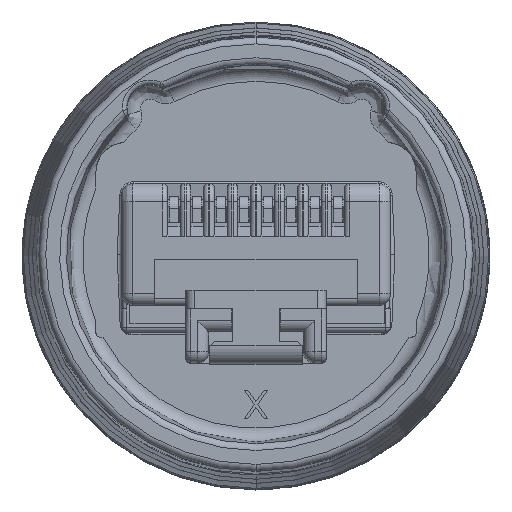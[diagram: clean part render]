
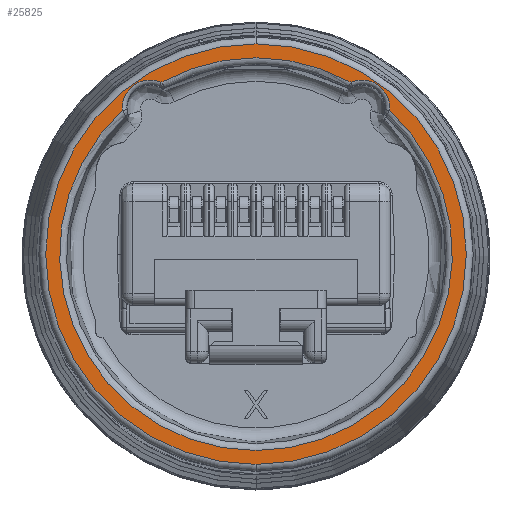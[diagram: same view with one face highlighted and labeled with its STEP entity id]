
A CAD part, top view. The second image highlights one B-rep face of the part: STEP entity #25825.
In plain terms, the highlighted planar face has unit normal (0, 0, 1).
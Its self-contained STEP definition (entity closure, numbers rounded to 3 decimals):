
#4625=CARTESIAN_POINT('',(0.,0.,15.75));
#4626=DIRECTION('',(0.,0.,1.));
#4627=DIRECTION('',(0.,-1.,0.));
#4628=AXIS2_PLACEMENT_3D('',#4625,#4626,#4627);
#4630=CARTESIAN_POINT('',(0.,0.,15.75));
#4631=DIRECTION('',(0.,0.,1.));
#4632=DIRECTION('',(0.,1.,0.));
#4633=AXIS2_PLACEMENT_3D('',#4630,#4631,#4632);
#4635=CARTESIAN_POINT('',(4.603,6.359,15.75));
#4636=DIRECTION('',(0.,0.,-1.));
#4637=DIRECTION('',(-0.399,0.917,0.));
#4638=AXIS2_PLACEMENT_3D('',#4635,#4636,#4637);
#4640=CARTESIAN_POINT('',(0.,0.,15.75));
#4641=DIRECTION('',(0.,0.,1.));
#4642=DIRECTION('',(0.484,0.875,0.));
#4643=AXIS2_PLACEMENT_3D('',#4640,#4641,#4642);
#4645=CARTESIAN_POINT('',(-4.603,6.359,15.75));
#4646=DIRECTION('',(0.,0.,-1.));
#4647=DIRECTION('',(-0.996,-0.093,0.));
#4648=AXIS2_PLACEMENT_3D('',#4645,#4646,#4647);
#4650=CARTESIAN_POINT('',(0.,0.,15.75));
#4651=DIRECTION('',(0.,0.,1.));
#4652=DIRECTION('',(-0.68,0.733,0.));
#4653=AXIS2_PLACEMENT_3D('',#4650,#4651,#4652);
#5136=CARTESIAN_POINT('',(5.798,6.247,15.75));
#5228=CARTESIAN_POINT('',(-4.124,7.459,15.75));
#17264=CARTESIAN_POINT('',(0.,-9.128,15.75));
#17265=CARTESIAN_POINT('',(0.,9.128,15.75));
#17266=VERTEX_POINT('',#17264);
#17267=VERTEX_POINT('',#17265);
#17272=VERTEX_POINT('',#5136);
#17274=CARTESIAN_POINT('',(4.124,7.459,15.75));
#17275=VERTEX_POINT('',#17274);
#17278=VERTEX_POINT('',#5228);
#17280=CARTESIAN_POINT('',(-5.798,6.247,15.75));
#17281=VERTEX_POINT('',#17280);
#25805=CARTESIAN_POINT('',(0.,0.,15.75));
#25806=DIRECTION('',(0.,0.,1.));
#25807=DIRECTION('',(0.,1.,0.));
#25808=AXIS2_PLACEMENT_3D('',#25805,#25806,#25807);
#25809=PLANE('',#25808);
#25810=ORIENTED_EDGE('',*,*,#25795,.F.);
#25812=ORIENTED_EDGE('',*,*,#25811,.F.);
#25813=EDGE_LOOP('',(#25810,#25812));
#25814=FACE_OUTER_BOUND('',#25813,.F.);
#25816=ORIENTED_EDGE('',*,*,#25815,.F.);
#25818=ORIENTED_EDGE('',*,*,#25817,.T.);
#25820=ORIENTED_EDGE('',*,*,#25819,.F.);
#25822=ORIENTED_EDGE('',*,*,#25821,.T.);
#25823=EDGE_LOOP('',(#25816,#25818,#25820,#25822));
#25824=FACE_BOUND('',#25823,.F.);
#25825=ADVANCED_FACE('',(#25814,#25824),#25809,.T.);
#4629=CIRCLE('',#4628,9.128);
#4634=CIRCLE('',#4633,9.128);
#4639=CIRCLE('',#4638,1.2);
#4644=CIRCLE('',#4643,8.523);
#4649=CIRCLE('',#4648,1.2);
#4654=CIRCLE('',#4653,8.523);
#25795=EDGE_CURVE('',#17266,#17267,#4629,.T.);
#25811=EDGE_CURVE('',#17267,#17266,#4634,.T.);
#25815=EDGE_CURVE('',#17275,#17272,#4639,.T.);
#25817=EDGE_CURVE('',#17275,#17278,#4644,.T.);
#25819=EDGE_CURVE('',#17281,#17278,#4649,.T.);
#25821=EDGE_CURVE('',#17281,#17272,#4654,.T.);
